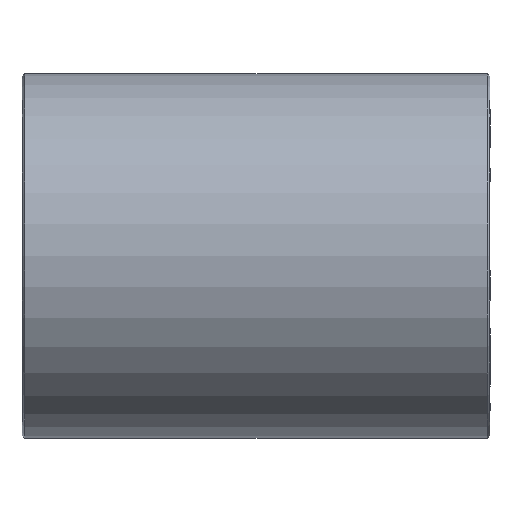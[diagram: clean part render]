
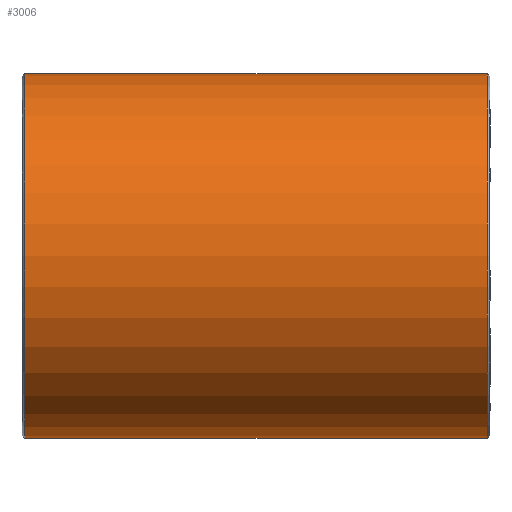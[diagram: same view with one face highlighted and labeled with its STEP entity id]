
A CAD part, top view. The second image highlights one B-rep face of the part: STEP entity #3006.
In plain terms, the highlighted cylindrical face has radius 13.25 mm (diameter 26.5 mm), a partial arc.
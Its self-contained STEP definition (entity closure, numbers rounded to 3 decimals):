
#20 = CYLINDRICAL_SURFACE ( 'NONE', #6322, 13.25 ) ;
#26 = CIRCLE ( 'NONE', #1486, 13.25 ) ;
#56 = DIRECTION ( 'NONE',  ( 0., -1., 0. ) ) ;
#117 = ORIENTED_EDGE ( 'NONE', *, *, #2011, .F. ) ;
#529 = CARTESIAN_POINT ( 'NONE',  ( -16.8, 0., 0. ) ) ;
#595 = ORIENTED_EDGE ( 'NONE', *, *, #5280, .T. ) ;
#596 = CARTESIAN_POINT ( 'NONE',  ( 16.8, -13.25, 0. ) ) ;
#831 = DIRECTION ( 'NONE',  ( 0., -1., 0. ) ) ;
#916 = LINE ( 'NONE', #5231, #1704 ) ;
#1121 = DIRECTION ( 'NONE',  ( 0., -1., 0. ) ) ;
#1481 = ORIENTED_EDGE ( 'NONE', *, *, #3023, .F. ) ;
#1486 = AXIS2_PLACEMENT_3D ( 'NONE', #529, #6958, #1121 ) ;
#1635 = VERTEX_POINT ( 'NONE', #6631 ) ;
#1704 = VECTOR ( 'NONE', #3098, 1000. ) ;
#2011 = EDGE_CURVE ( 'NONE', #5031, #2392, #916, .T. ) ;
#2122 = FACE_OUTER_BOUND ( 'NONE', #4976, .T. ) ;
#2130 = ORIENTED_EDGE ( 'NONE', *, *, #4266, .T. ) ;
#2392 = VERTEX_POINT ( 'NONE', #4802 ) ;
#2700 = CARTESIAN_POINT ( 'NONE',  ( -9., 13.25, 0. ) ) ;
#2761 = DIRECTION ( 'NONE',  ( -1., 0., 0. ) ) ;
#2798 = CARTESIAN_POINT ( 'NONE',  ( -9., 0., 0. ) ) ;
#3006 = ADVANCED_FACE ( 'NONE', ( #2122 ), #20, .T. ) ;
#3023 = EDGE_CURVE ( 'NONE', #2392, #5565, #26, .T. ) ;
#3098 = DIRECTION ( 'NONE',  ( -1., 0., 0. ) ) ;
#3472 = CARTESIAN_POINT ( 'NONE',  ( 16.8, 0., 0. ) ) ;
#3923 = CARTESIAN_POINT ( 'NONE',  ( -16.8, 13.25, 0. ) ) ;
#4266 = EDGE_CURVE ( 'NONE', #1635, #5565, #4643, .T. ) ;
#4445 = VECTOR ( 'NONE', #6583, 1000. ) ;
#4643 = LINE ( 'NONE', #2700, #4445 ) ;
#4784 = CIRCLE ( 'NONE', #6923, 13.25 ) ;
#4802 = CARTESIAN_POINT ( 'NONE',  ( -16.8, -13.25, 0. ) ) ;
#4976 = EDGE_LOOP ( 'NONE', ( #595, #2130, #1481, #117 ) ) ;
#5031 = VERTEX_POINT ( 'NONE', #596 ) ;
#5231 = CARTESIAN_POINT ( 'NONE',  ( -9., -13.25, 0. ) ) ;
#5280 = EDGE_CURVE ( 'NONE', #5031, #1635, #4784, .T. ) ;
#5565 = VERTEX_POINT ( 'NONE', #3923 ) ;
#5616 = DIRECTION ( 'NONE',  ( -1., 0., 0. ) ) ;
#6322 = AXIS2_PLACEMENT_3D ( 'NONE', #2798, #2761, #56 ) ;
#6583 = DIRECTION ( 'NONE',  ( -1., 0., 0. ) ) ;
#6631 = CARTESIAN_POINT ( 'NONE',  ( 16.8, 13.25, 0. ) ) ;
#6923 = AXIS2_PLACEMENT_3D ( 'NONE', #3472, #5616, #831 ) ;
#6958 = DIRECTION ( 'NONE',  ( -1., 0., 0. ) ) ;
